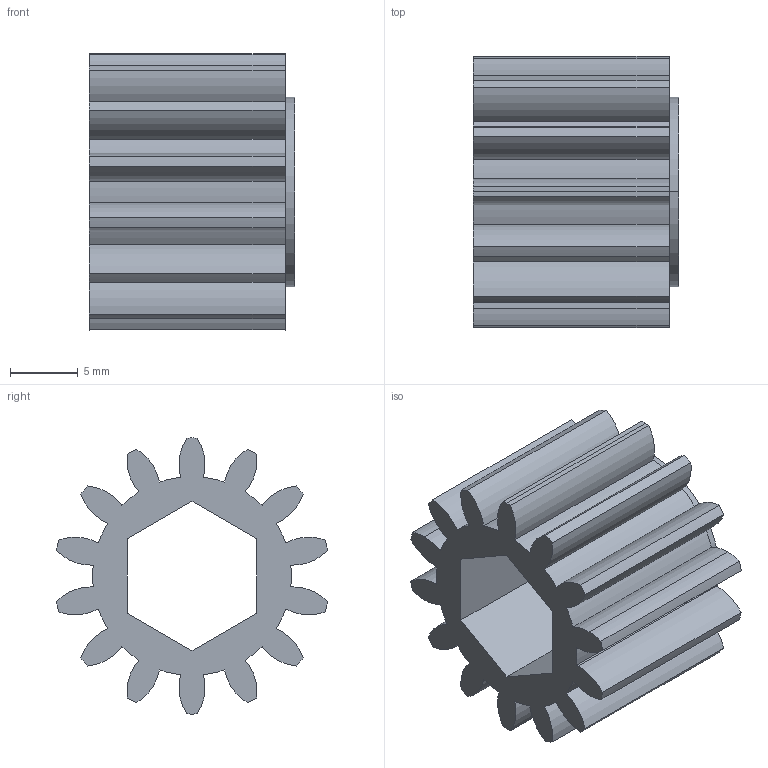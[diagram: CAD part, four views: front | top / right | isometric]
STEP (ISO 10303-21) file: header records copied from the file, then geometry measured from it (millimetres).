
FILE_DESCRIPTION (( 'STEP AP214' ), '1' );
FILE_NAME ('am-0151 14T 20dp 375hex.STEP', '2016-03-02T20:41:20', ( '' ), ( '' ), 'SwSTEP 2.0', 'SolidWorks 2014', '' );
FILE_SCHEMA (( 'AUTOMOTIVE_DESIGN' ));
Length unit declared in the file: inch
Products named in the file (1): am-0151 14T 20dp 375hex
Bounding box: 15.14 x 19.97 x 20.32 mm (x, y, z)
Volume: 2296.1 mm3; surface area: 2537 mm2
Topology: 1 solids, 1 shells, 72 faces, 207 edges, 138 vertices
Faces by surface type: cylinder 63, plane 9
Entity records: 2481 total; most frequent: DIRECTION 479, CARTESIAN_POINT 418, ORIENTED_EDGE 414, EDGE_CURVE 207, AXIS2_PLACEMENT_3D 199, VERTEX_POINT 138, CIRCLE 126, VECTOR 81
